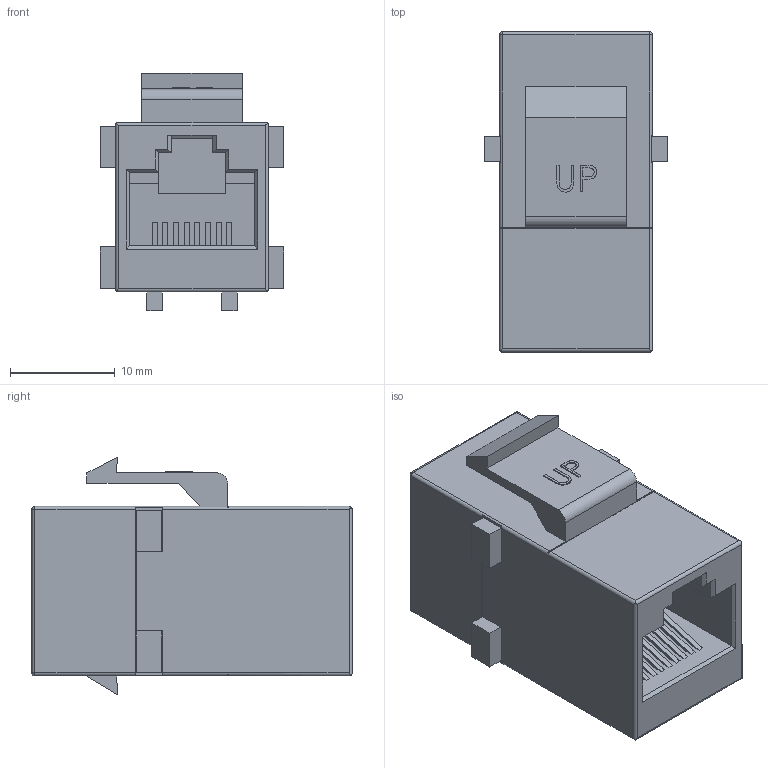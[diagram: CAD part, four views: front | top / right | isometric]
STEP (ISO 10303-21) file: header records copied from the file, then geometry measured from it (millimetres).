
FILE_DESCRIPTION (( 'STEP AP203' ), '1' );
FILE_NAME ('TDG1026KS-8P.STEP', '2013-07-12T20:21:13', ( 'x' ), ( '' ), 'SwSTEP 2.0', 'SolidWorks 2012', '' );
FILE_SCHEMA (( 'CONFIG_CONTROL_DESIGN' ));
Length unit declared in the file: millimetre
Products named in the file (1): TDG1026KS-8P
Bounding box: 17.5 x 30.6 x 22.7 mm (x, y, z)
Volume: 5428.5 mm3; surface area: 3847.4 mm2
Topology: 1 solids, 1 shells, 239 faces, 654 edges, 420 vertices
Faces by surface type: plane 209, cylinder 13, bspline 13, sphere 4
Entity records: 8193 total; most frequent: CARTESIAN_POINT 2135, ORIENTED_EDGE 1300, DIRECTION 1096, EDGE_CURVE 650, LINE 582, VECTOR 582, VERTEX_POINT 420, EDGE_LOOP 278
